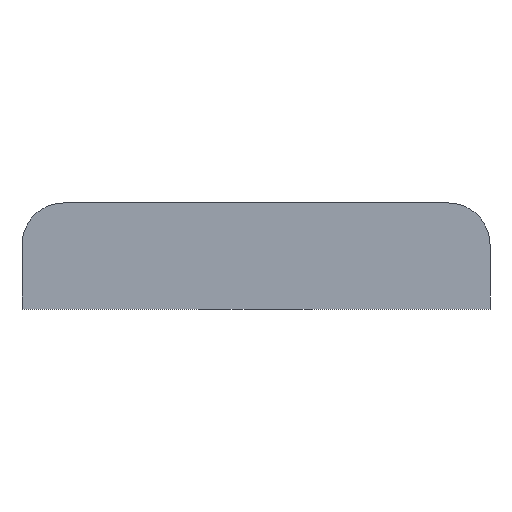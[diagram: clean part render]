
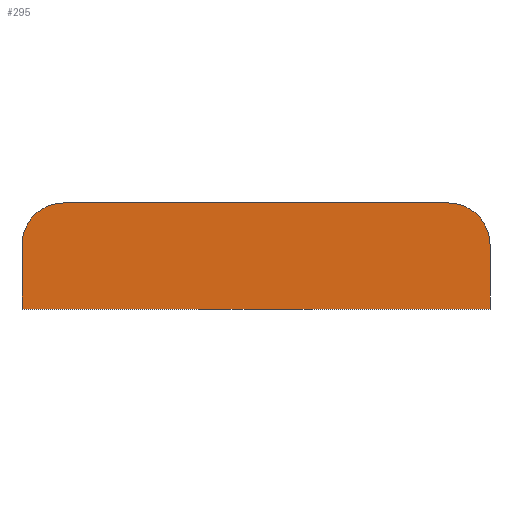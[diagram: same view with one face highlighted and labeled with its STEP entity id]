
A CAD part, front view. The second image highlights one B-rep face of the part: STEP entity #295.
In plain terms, the highlighted planar face has unit normal (0, -1, 0).
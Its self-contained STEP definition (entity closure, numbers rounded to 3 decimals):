
#33=CIRCLE('',#330,2.5);
#36=CIRCLE('',#336,2.5);
#56=FACE_OUTER_BOUND('',#75,.T.);
#75=EDGE_LOOP('',(#254,#255,#256,#257,#258,#259));
#99=LINE('',#490,#124);
#102=LINE('',#498,#127);
#104=LINE('',#502,#129);
#105=LINE('',#503,#130);
#124=VECTOR('',#406,10.);
#127=VECTOR('',#415,10.);
#129=VECTOR('',#419,10.);
#130=VECTOR('',#420,10.);
#146=VERTEX_POINT('',#470);
#147=VERTEX_POINT('',#471);
#154=VERTEX_POINT('',#489);
#155=VERTEX_POINT('',#493);
#156=VERTEX_POINT('',#497);
#157=VERTEX_POINT('',#501);
#179=EDGE_CURVE('',#146,#147,#33,.T.);
#188=EDGE_CURVE('',#147,#154,#99,.T.);
#190=EDGE_CURVE('',#154,#155,#36,.T.);
#192=EDGE_CURVE('',#156,#155,#102,.T.);
#194=EDGE_CURVE('',#157,#146,#104,.T.);
#195=EDGE_CURVE('',#157,#156,#105,.T.);
#254=ORIENTED_EDGE('',*,*,#179,.F.);
#255=ORIENTED_EDGE('',*,*,#194,.F.);
#256=ORIENTED_EDGE('',*,*,#195,.T.);
#257=ORIENTED_EDGE('',*,*,#192,.T.);
#258=ORIENTED_EDGE('',*,*,#190,.F.);
#259=ORIENTED_EDGE('',*,*,#188,.F.);
#280=PLANE('',#338);
#295=ADVANCED_FACE('',(#56),#280,.T.);
#330=AXIS2_PLACEMENT_3D('',#472,#390,#391);
#336=AXIS2_PLACEMENT_3D('',#494,#410,#411);
#338=AXIS2_PLACEMENT_3D('',#500,#417,#418);
#390=DIRECTION('center_axis',(0.,1.,0.));
#391=DIRECTION('ref_axis',(-0.707,0.,0.707));
#406=DIRECTION('',(1.,0.,0.));
#410=DIRECTION('center_axis',(0.,1.,0.));
#411=DIRECTION('ref_axis',(0.707,0.,0.707));
#415=DIRECTION('',(0.,0.,1.));
#417=DIRECTION('center_axis',(0.,-1.,0.));
#418=DIRECTION('ref_axis',(1.,0.,0.));
#419=DIRECTION('',(0.,0.,1.));
#420=DIRECTION('',(1.,0.,0.));
#470=CARTESIAN_POINT('',(0.,0.,3.85));
#471=CARTESIAN_POINT('',(2.5,0.,6.35));
#472=CARTESIAN_POINT('Origin',(2.5,0.,3.85));
#489=CARTESIAN_POINT('',(25.5,0.,6.35));
#490=CARTESIAN_POINT('',(0.,0.,6.35));
#493=CARTESIAN_POINT('',(28.,0.,3.85));
#494=CARTESIAN_POINT('Origin',(25.5,0.,3.85));
#497=CARTESIAN_POINT('',(28.,0.,0.));
#498=CARTESIAN_POINT('',(28.,0.,0.));
#500=CARTESIAN_POINT('Origin',(0.,0.,0.));
#501=CARTESIAN_POINT('',(0.,0.,0.));
#502=CARTESIAN_POINT('',(0.,0.,0.));
#503=CARTESIAN_POINT('',(0.,0.,0.));
